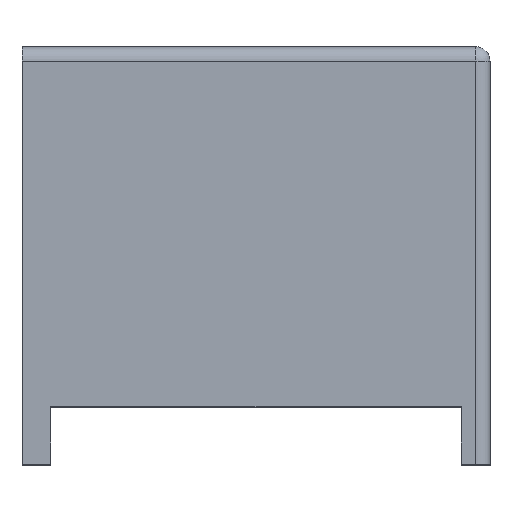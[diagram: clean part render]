
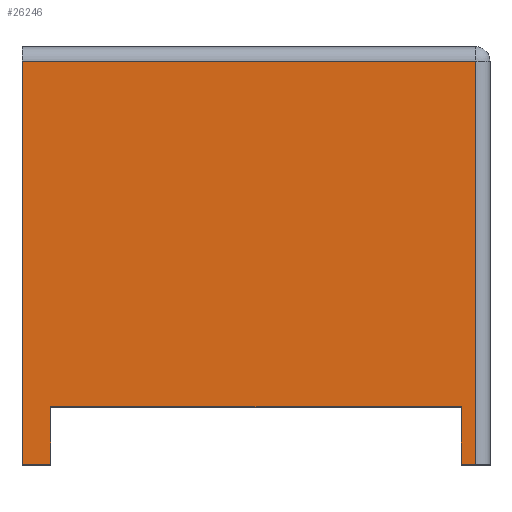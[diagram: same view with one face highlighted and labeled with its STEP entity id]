
A CAD part, top view. The second image highlights one B-rep face of the part: STEP entity #26246.
In plain terms, the highlighted planar face has unit normal (0, 0, 1).
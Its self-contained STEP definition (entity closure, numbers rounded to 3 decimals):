
#645=PLANE('',#26730);
#2036=FACE_OUTER_BOUND('',#3591,.T.);
#3591=EDGE_LOOP('',(#23769,#23770,#23771,#23772,#23773,#23774,#23775,#23776));
#5182=LINE('',#55151,#6892);
#5184=LINE('',#55158,#6894);
#5193=LINE('',#55175,#6903);
#5284=LINE('',#55601,#6994);
#5291=LINE('',#55615,#7001);
#5297=LINE('',#55626,#7007);
#5302=LINE('',#55637,#7012);
#5303=LINE('',#55639,#7013);
#6892=VECTOR('',#28833,10.);
#6894=VECTOR('',#28841,10.);
#6903=VECTOR('',#28856,10.);
#6994=VECTOR('',#29335,10.);
#7001=VECTOR('',#29350,10.);
#7007=VECTOR('',#29360,10.);
#7012=VECTOR('',#29375,10.);
#7013=VECTOR('',#29378,10.);
#11652=VERTEX_POINT('',#55143);
#11654=VERTEX_POINT('',#55149);
#11656=VERTEX_POINT('',#55156);
#11661=VERTEX_POINT('',#55174);
#11801=VERTEX_POINT('',#55598);
#11802=VERTEX_POINT('',#55600);
#11805=VERTEX_POINT('',#55614);
#11808=VERTEX_POINT('',#55624);
#15560=EDGE_CURVE('',#11652,#11654,#5182,.T.);
#15563=EDGE_CURVE('',#11656,#11652,#5184,.T.);
#15572=EDGE_CURVE('',#11654,#11661,#5193,.T.);
#15783=EDGE_CURVE('',#11802,#11801,#5284,.T.);
#15790=EDGE_CURVE('',#11802,#11805,#5291,.T.);
#15796=EDGE_CURVE('',#11805,#11808,#5297,.T.);
#15801=EDGE_CURVE('',#11801,#11661,#5302,.T.);
#15802=EDGE_CURVE('',#11808,#11656,#5303,.T.);
#23769=ORIENTED_EDGE('',*,*,#15563,.F.);
#23770=ORIENTED_EDGE('',*,*,#15802,.F.);
#23771=ORIENTED_EDGE('',*,*,#15796,.F.);
#23772=ORIENTED_EDGE('',*,*,#15790,.F.);
#23773=ORIENTED_EDGE('',*,*,#15783,.T.);
#23774=ORIENTED_EDGE('',*,*,#15801,.T.);
#23775=ORIENTED_EDGE('',*,*,#15572,.F.);
#23776=ORIENTED_EDGE('',*,*,#15560,.F.);
#26246=ADVANCED_FACE('',(#2036),#645,.T.);
#26730=AXIS2_PLACEMENT_3D('',#55638,#29376,#29377);
#28833=DIRECTION('',(0.,-1.,0.));
#28841=DIRECTION('',(1.,0.,0.));
#28856=DIRECTION('',(-1.,0.,0.));
#29335=DIRECTION('',(1.,0.,0.));
#29350=DIRECTION('',(0.,-1.,0.));
#29360=DIRECTION('',(-1.,0.,0.));
#29375=DIRECTION('',(0.,-1.,0.));
#29376=DIRECTION('center_axis',(0.,0.,1.));
#29377=DIRECTION('ref_axis',(1.,0.,0.));
#29378=DIRECTION('',(0.,1.,0.));
#55143=CARTESIAN_POINT('',(98.,68.,90.));
#55149=CARTESIAN_POINT('',(98.,12.,90.));
#55151=CARTESIAN_POINT('',(98.,20.,90.));
#55156=CARTESIAN_POINT('',(35.,68.,90.));
#55158=CARTESIAN_POINT('',(51.25,68.,90.));
#55174=CARTESIAN_POINT('',(96.,12.,90.));
#55175=CARTESIAN_POINT('',(35.,12.,90.));
#55598=CARTESIAN_POINT('',(96.,20.,90.));
#55600=CARTESIAN_POINT('',(39.,20.,90.));
#55601=CARTESIAN_POINT('',(35.,20.,90.));
#55614=CARTESIAN_POINT('',(39.,12.,90.));
#55615=CARTESIAN_POINT('',(39.,20.,90.));
#55624=CARTESIAN_POINT('',(35.,12.,90.));
#55626=CARTESIAN_POINT('',(35.,12.,90.));
#55637=CARTESIAN_POINT('',(96.,20.,90.));
#55638=CARTESIAN_POINT('Origin',(35.,20.,90.));
#55639=CARTESIAN_POINT('',(35.,20.,90.));
